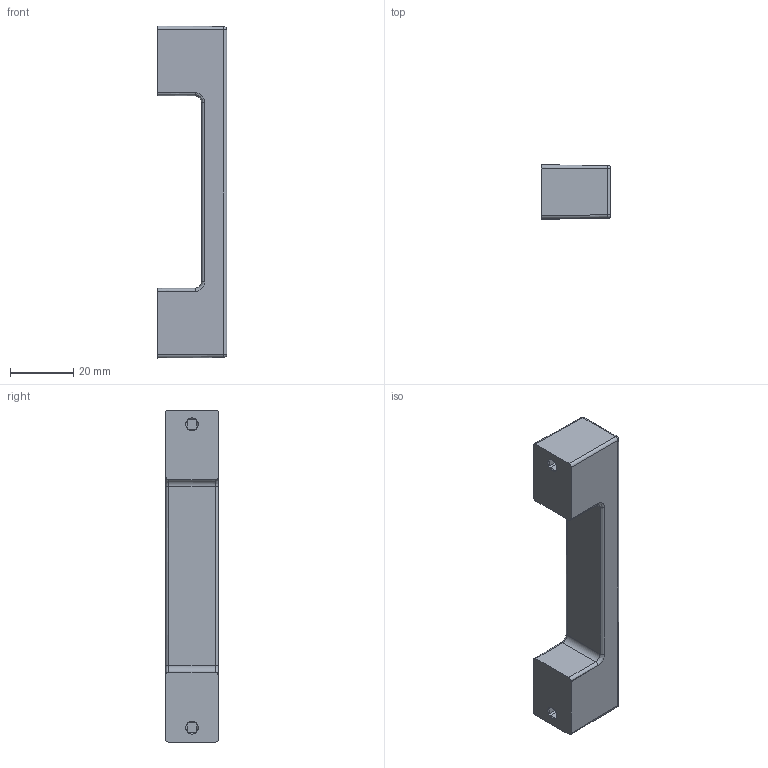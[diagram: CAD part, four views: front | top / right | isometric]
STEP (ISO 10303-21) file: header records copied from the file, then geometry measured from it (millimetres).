
FILE_DESCRIPTION(('Creo Elements/Direct Modeling STEP Export'),'2;1');
FILE_NAME('01011-105.stp','2019-01-08T 9:52:01',(''),(''),'Creo Elements/Direct Modeling STEP processor for AP214 (Solid Model)','Creo Elements/Direct Modeling 20.0 12-Nov-2016 (C) Parametric Technology GmbH','');
FILE_SCHEMA(('AUTOMOTIVE_DESIGN { 1 0 10303 214 1 1 1 1 }'));
Length unit declared in the file: millimetre
Products named in the file (2): 01011-105
Assembly tree (1 placements, depth 2):
  01011-105
    01011-105
Bounding box: 22 x 17 x 105 mm (x, y, z)
Volume: 23898.8 mm3; surface area: 7839.6 mm2
Topology: 1 solids, 1 shells, 68 faces, 170 edges, 102 vertices
Faces by surface type: plane 36, cylinder 18, bspline 10, sphere 4
Entity records: 3003 total; most frequent: CARTESIAN_POINT 1494, ORIENTED_EDGE 332, DIRECTION 264, EDGE_CURVE 166, VERTEX_POINT 102, AXIS2_PLACEMENT_3D 100, EDGE_LOOP 70, FACE_OUTER_BOUND 68
